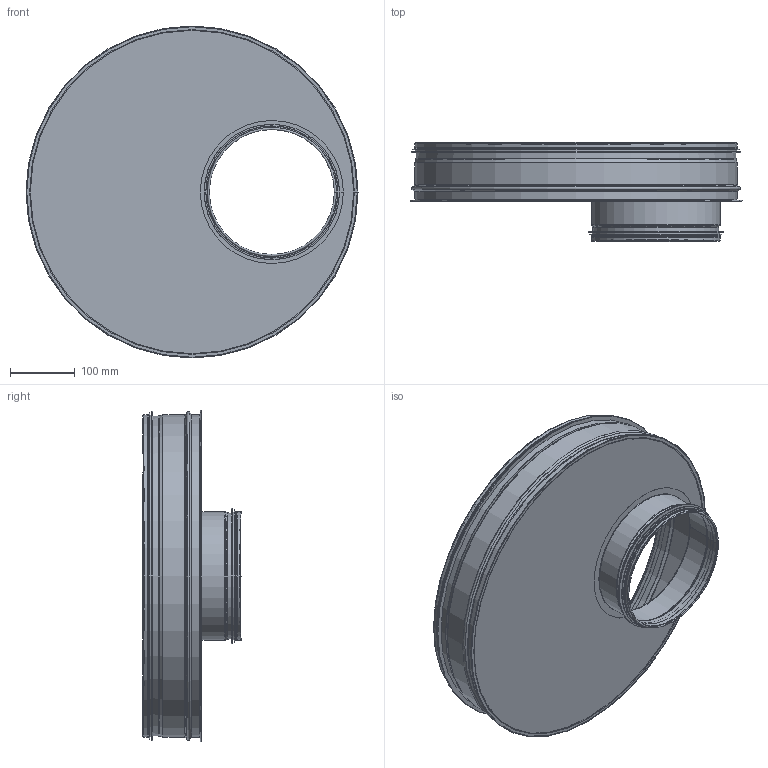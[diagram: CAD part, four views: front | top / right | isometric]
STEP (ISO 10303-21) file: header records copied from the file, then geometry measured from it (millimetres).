
FILE_DESCRIPTION((''),'2;1');
FILE_NAME('HFE_500-200.stp','2014-02-19T14:30:34',(''),(''),'Autodesk Inventor 2013','Autodesk Inventor 2013','');
FILE_SCHEMA(('AUTOMOTIVE_DESIGN { 1 2 10303 214 0 1 1 1 }'));
Length unit declared in the file: millimetre
Products named in the file (8): HFE_500-200; StosDragenKant-200-1; StosDragenKantRörämne-200-1; 999006; RondellMedHål_500-200; HSGMedFals-500; HSGMedFalsRörämne-500; 999010
Assembly tree (7 placements, depth 3):
  HFE_500-200
    StosDragenKant-200-1
      StosDragenKantRörämne-200-1
      999006
    RondellMedHål_500-200
    HSGMedFals-500
      HSGMedFalsRörämne-500
      999010
Bounding box: 513.25 x 152.48 x 513.25 mm (x, y, z)
Volume: 276081.8 mm3; surface area: 921502 mm2
Topology: 5 solids, 5 shells, 166 faces, 320 edges, 170 vertices
Faces by surface type: plane 80, torus 40, cylinder 30, cone 16
Full cylindrical faces by diameter (mm): 193.15 x1, 194.15 x1, 195.35 x1, 197.95 x5, 198.95 x2, 199.95 x1, 204.35 x1, 209.35 x1, 220.95 x1, 492.95 x1, 493.95 x1, 495.15 x1, 497.75 x6, 498.75 x3, 501.75 x1, 504.15 x1, 509.15 x1, 510.75 x1
Entity records: 4383 total; most frequent: DIRECTION 814, CARTESIAN_POINT 641, ORIENTED_EDGE 580, AXIS2_PLACEMENT_3D 343, EDGE_CURVE 290, EDGE_LOOP 208, STYLED_ITEM 171, VERTEX_POINT 170
